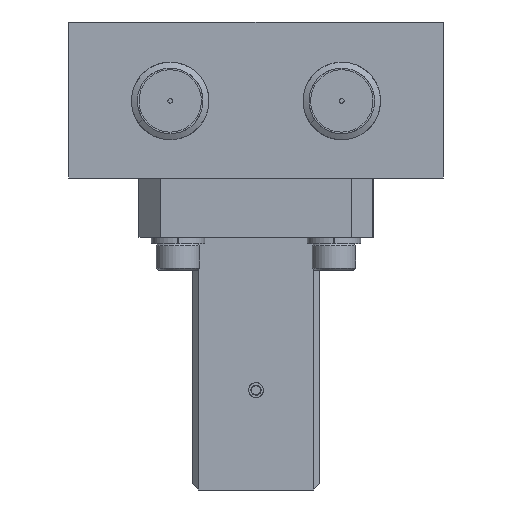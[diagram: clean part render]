
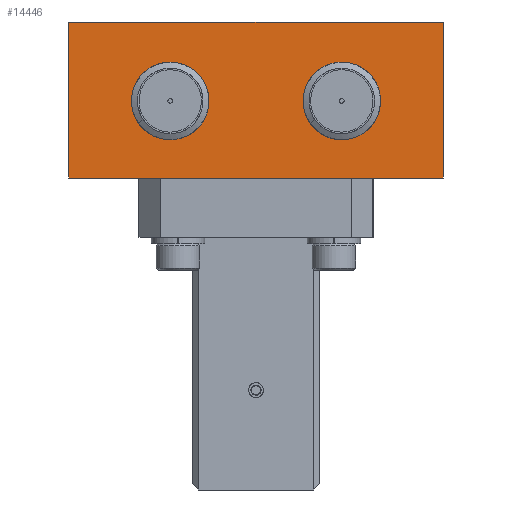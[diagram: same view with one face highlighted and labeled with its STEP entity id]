
A CAD part, front view. The second image highlights one B-rep face of the part: STEP entity #14446.
In plain terms, the highlighted planar face has unit normal (0, -1, 0).
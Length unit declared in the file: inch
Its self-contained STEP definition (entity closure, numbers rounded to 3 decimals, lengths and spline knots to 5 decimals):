
#380 = CARTESIAN_POINT ( 'NONE',  ( -0.13625, -0.41913, -0.1982 ) ) ;
#422 = DIRECTION ( 'NONE',  ( 0., 0., -1. ) ) ;
#1014 = DIRECTION ( 'NONE',  ( 0., -1., 0. ) ) ;
#1019 = LINE ( 'NONE', #380, #9402 ) ;
#1246 = VECTOR ( 'NONE', #1876, 39.37008 ) ;
#1394 = DIRECTION ( 'NONE',  ( 0., 0., -1. ) ) ;
#1495 = VERTEX_POINT ( 'NONE', #3660 ) ;
#1722 = CIRCLE ( 'NONE', #3847, 0.1105 ) ;
#1876 = DIRECTION ( 'NONE',  ( 0., 0., -1. ) ) ;
#1918 = CARTESIAN_POINT ( 'NONE',  ( -0.46125, -0.41913, 0.1593 ) ) ;
#2116 = CARTESIAN_POINT ( 'NONE',  ( -1.33625, -0.41913, -0.1982 ) ) ;
#2191 = VERTEX_POINT ( 'NONE', #11325 ) ;
#2888 = FACE_OUTER_BOUND ( 'NONE', #5298, .T. ) ;
#3049 = VERTEX_POINT ( 'NONE', #12080 ) ;
#3213 = CARTESIAN_POINT ( 'NONE',  ( -0.13625, -0.41913, -0.1982 ) ) ;
#3500 = AXIS2_PLACEMENT_3D ( 'NONE', #9626, #7591, #1394 ) ;
#3660 = CARTESIAN_POINT ( 'NONE',  ( -1.33625, -0.41913, 0.3018 ) ) ;
#3775 = AXIS2_PLACEMENT_3D ( 'NONE', #13206, #13266, #7441 ) ;
#3777 = EDGE_CURVE ( 'NONE', #5061, #3049, #14527, .T. ) ;
#3805 = EDGE_CURVE ( 'NONE', #2191, #5930, #14692, .T. ) ;
#3847 = AXIS2_PLACEMENT_3D ( 'NONE', #6821, #1014, #12538 ) ;
#3975 = AXIS2_PLACEMENT_3D ( 'NONE', #10946, #14337, #422 ) ;
#4639 = CARTESIAN_POINT ( 'NONE',  ( -1.01125, -0.41913, 0.1593 ) ) ;
#5024 = DIRECTION ( 'NONE',  ( 0., -1., 0. ) ) ;
#5061 = VERTEX_POINT ( 'NONE', #4639 ) ;
#5272 = DIRECTION ( 'NONE',  ( 0., 0., -1. ) ) ;
#5298 = EDGE_LOOP ( 'NONE', ( #5568, #10387, #13381, #12372 ) ) ;
#5332 = DIRECTION ( 'NONE',  ( 0., 0., -1. ) ) ;
#5430 = DIRECTION ( 'NONE',  ( -1., 0., 0. ) ) ;
#5568 = ORIENTED_EDGE ( 'NONE', *, *, #12259, .T. ) ;
#5587 = EDGE_CURVE ( 'NONE', #9206, #11841, #1019, .T. ) ;
#5930 = VERTEX_POINT ( 'NONE', #1918 ) ;
#6786 = EDGE_CURVE ( 'NONE', #5930, #2191, #1722, .T. ) ;
#6814 = CARTESIAN_POINT ( 'NONE',  ( -0.13625, -0.41913, 0.3018 ) ) ;
#6821 = CARTESIAN_POINT ( 'NONE',  ( -0.46125, -0.41913, 0.0488 ) ) ;
#7092 = ORIENTED_EDGE ( 'NONE', *, *, #3805, .F. ) ;
#7102 = EDGE_LOOP ( 'NONE', ( #7092, #13948 ) ) ;
#7441 = DIRECTION ( 'NONE',  ( 1., 0., 0. ) ) ;
#7586 = FACE_BOUND ( 'NONE', #11953, .T. ) ;
#7591 = DIRECTION ( 'NONE',  ( 0., -1., 0. ) ) ;
#7663 = VECTOR ( 'NONE', #5272, 39.37008 ) ;
#8603 = CARTESIAN_POINT ( 'NONE',  ( -1.33625, -0.41913, 0.3018 ) ) ;
#8616 = PLANE ( 'NONE',  #3775 ) ;
#8672 = CARTESIAN_POINT ( 'NONE',  ( -0.73625, -0.41913, 0.3018 ) ) ;
#8781 = CARTESIAN_POINT ( 'NONE',  ( -0.13625, -0.41913, 0.3018 ) ) ;
#9094 = VERTEX_POINT ( 'NONE', #6814 ) ;
#9206 = VERTEX_POINT ( 'NONE', #3213 ) ;
#9402 = VECTOR ( 'NONE', #11963, 39.37008 ) ;
#9626 = CARTESIAN_POINT ( 'NONE',  ( -1.01125, -0.41913, 0.0488 ) ) ;
#10387 = ORIENTED_EDGE ( 'NONE', *, *, #5587, .F. ) ;
#10501 = LINE ( 'NONE', #8672, #14144 ) ;
#10618 = EDGE_CURVE ( 'NONE', #3049, #5061, #12847, .T. ) ;
#10667 = EDGE_CURVE ( 'NONE', #9094, #1495, #10501, .T. ) ;
#10845 = FACE_BOUND ( 'NONE', #7102, .T. ) ;
#10946 = CARTESIAN_POINT ( 'NONE',  ( -1.01125, -0.41913, 0.0488 ) ) ;
#11325 = CARTESIAN_POINT ( 'NONE',  ( -0.46125, -0.41913, -0.0617 ) ) ;
#11541 = ORIENTED_EDGE ( 'NONE', *, *, #3777, .F. ) ;
#11841 = VERTEX_POINT ( 'NONE', #2116 ) ;
#11953 = EDGE_LOOP ( 'NONE', ( #12855, #11541 ) ) ;
#11957 = CARTESIAN_POINT ( 'NONE',  ( -0.46125, -0.41913, 0.0488 ) ) ;
#11963 = DIRECTION ( 'NONE',  ( -1., 0., 0. ) ) ;
#12080 = CARTESIAN_POINT ( 'NONE',  ( -1.01125, -0.41913, -0.0617 ) ) ;
#12140 = LINE ( 'NONE', #8781, #1246 ) ;
#12259 = EDGE_CURVE ( 'NONE', #1495, #11841, #14753, .T. ) ;
#12372 = ORIENTED_EDGE ( 'NONE', *, *, #10667, .T. ) ;
#12538 = DIRECTION ( 'NONE',  ( 0., 0., -1. ) ) ;
#12847 = CIRCLE ( 'NONE', #3975, 0.1105 ) ;
#12855 = ORIENTED_EDGE ( 'NONE', *, *, #10618, .F. ) ;
#13206 = CARTESIAN_POINT ( 'NONE',  ( -0.73625, -0.41913, 0.3018 ) ) ;
#13266 = DIRECTION ( 'NONE',  ( 0., -1., 0. ) ) ;
#13381 = ORIENTED_EDGE ( 'NONE', *, *, #14538, .F. ) ;
#13948 = ORIENTED_EDGE ( 'NONE', *, *, #6786, .F. ) ;
#14144 = VECTOR ( 'NONE', #5430, 39.37008 ) ;
#14337 = DIRECTION ( 'NONE',  ( 0., -1., 0. ) ) ;
#14446 = ADVANCED_FACE ( 'NONE', ( #7586, #10845, #2888 ), #8616, .T. ) ;
#14527 = CIRCLE ( 'NONE', #3500, 0.1105 ) ;
#14538 = EDGE_CURVE ( 'NONE', #9094, #9206, #12140, .T. ) ;
#14628 = AXIS2_PLACEMENT_3D ( 'NONE', #11957, #5024, #5332 ) ;
#14692 = CIRCLE ( 'NONE', #14628, 0.1105 ) ;
#14753 = LINE ( 'NONE', #8603, #7663 ) ;
